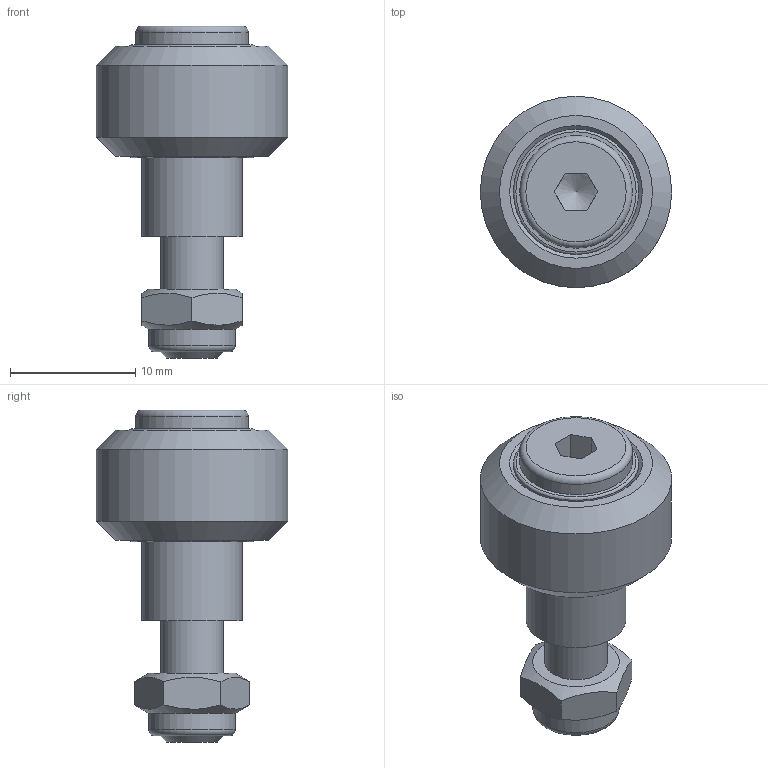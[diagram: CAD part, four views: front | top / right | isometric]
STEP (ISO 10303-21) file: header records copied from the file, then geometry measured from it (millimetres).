
FILE_DESCRIPTION(/* description */ (''),/* implementation_level */ '2;1');
FILE_NAME(/* name */ 'MINI V WHEEL KIT POLYCARBONATE (15.8.8MM.POLY).stp',/* time_stamp */ '2023-03-01T15:17:31+02:00',/* author */ ('arnold.brand'),/* organization */ (''),/* preprocessor_version */ 'ST-DEVELOPER v19.2',/* originating_system */ 'Autodesk Inventor 2023',/* authorisation */ '');
FILE_SCHEMA (('AUTOMOTIVE_DESIGN { 1 0 10303 214 3 1 1 }'));
Length unit declared in the file: millimetre
Products named in the file (6): MINI V WHEEL KIT POLYCARBONATE (15.8.8MM.POLY); MINI V WHEEL KIT POLYCARBONATE (15.8.8MM.POLY)_1; MINI V WHEEL KIT POM (15.8.8MM.POM) BEARING; WHEEL KIT spacer; LOW PROFILE SCREW M5 X 25  (M5.25); ISO 10511 - M 5 (8-ZP)
Assembly tree (6 placements, depth 2):
  MINI V WHEEL KIT POLYCARBONATE (15.8.8MM.POLY)
    MINI V WHEEL KIT POLYCARBONATE (15.8.8MM.POLY)_1
    MINI V WHEEL KIT POM (15.8.8MM.POM) BEARING  x2
    WHEEL KIT spacer
    LOW PROFILE SCREW M5 X 25  (M5.25)
    ISO 10511 - M 5 (8-ZP)
Bounding box: 15.28 x 15.28 x 26.5 mm (x, y, z)
Volume: 2170.5 mm3; surface area: 2660.7 mm2
Topology: 6 solids, 6 shells, 84 faces, 167 edges, 109 vertices
Faces by surface type: plane 38, cylinder 25, torus 11, cone 10
Full cylindrical faces by diameter (mm): 4.134 x1, 5 x4, 5.2 x1, 5.5 x2, 6.5 x4, 6.9 x1, 8 x1, 8.5 x4, 8.64 x1, 9 x1, 9.98 x2, 10 x2, 15.28 x1
Entity records: 2075 total; most frequent: DIRECTION 347, CARTESIAN_POINT 343, ORIENTED_EDGE 272, AXIS2_PLACEMENT_3D 150, EDGE_CURVE 136, VERTEX_POINT 89, EDGE_LOOP 87, CIRCLE 70
